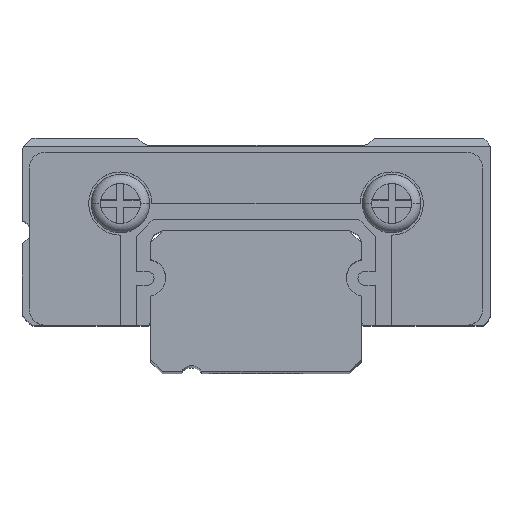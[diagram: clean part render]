
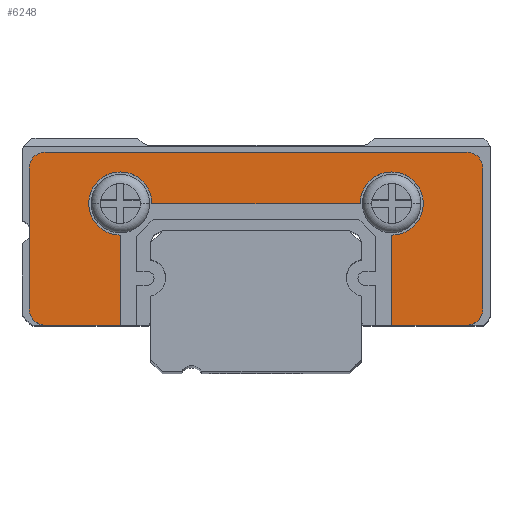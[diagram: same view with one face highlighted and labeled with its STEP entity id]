
A CAD part, top view. The second image highlights one B-rep face of the part: STEP entity #6248.
In plain terms, the highlighted planar face has unit normal (0, 0, 1).
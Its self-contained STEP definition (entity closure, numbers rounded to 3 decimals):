
#5 = DIRECTION ( 'NONE',  ( 0., 0., 1. ) ) ;
#38 = LINE ( 'NONE', #4939, #1692 ) ;
#185 = VERTEX_POINT ( 'NONE', #4223 ) ;
#573 = ORIENTED_EDGE ( 'NONE', *, *, #6555, .F. ) ;
#581 = VERTEX_POINT ( 'NONE', #4545 ) ;
#615 = PLANE ( 'NONE',  #844 ) ;
#684 = ORIENTED_EDGE ( 'NONE', *, *, #4560, .T. ) ;
#687 = CIRCLE ( 'NONE', #7392, 1.35 ) ;
#722 = ORIENTED_EDGE ( 'NONE', *, *, #2506, .T. ) ;
#821 = CIRCLE ( 'NONE', #1718, 1.35 ) ;
#844 = AXIS2_PLACEMENT_3D ( 'NONE', #1895, #1936, #2567 ) ;
#1142 = DIRECTION ( 'NONE',  ( 0., 0., 1. ) ) ;
#1221 = FACE_OUTER_BOUND ( 'NONE', #3922, .T. ) ;
#1297 = VECTOR ( 'NONE', #6290, 1000. ) ;
#1328 = CARTESIAN_POINT ( 'NONE',  ( 5.8, 1.2, 15. ) ) ;
#1345 = DIRECTION ( 'NONE',  ( 0., 0., 1. ) ) ;
#1407 = CARTESIAN_POINT ( 'NONE',  ( -9.7, -3.3, 15. ) ) ;
#1470 = VECTOR ( 'NONE', #7521, 1000. ) ;
#1557 = VECTOR ( 'NONE', #1577, 1000. ) ;
#1577 = DIRECTION ( 'NONE',  ( 1., 0., 0. ) ) ;
#1615 = ORIENTED_EDGE ( 'NONE', *, *, #5539, .F. ) ;
#1621 = LINE ( 'NONE', #4803, #5301 ) ;
#1676 = AXIS2_PLACEMENT_3D ( 'NONE', #3314, #2668, #5849 ) ;
#1692 = VECTOR ( 'NONE', #4320, 1000. ) ;
#1715 = ORIENTED_EDGE ( 'NONE', *, *, #5807, .T. ) ;
#1718 = AXIS2_PLACEMENT_3D ( 'NONE', #2715, #2787, #5772 ) ;
#1742 = DIRECTION ( 'NONE',  ( 0., 0., 1. ) ) ;
#1756 = EDGE_CURVE ( 'NONE', #5158, #581, #2059, .T. ) ;
#1876 = ORIENTED_EDGE ( 'NONE', *, *, #5264, .F. ) ;
#1895 = CARTESIAN_POINT ( 'NONE',  ( 4.9, -3.75, 15. ) ) ;
#1936 = DIRECTION ( 'NONE',  ( 0., 0., 1. ) ) ;
#1965 = CIRCLE ( 'NONE', #4690, 0.7 ) ;
#1966 = VERTEX_POINT ( 'NONE', #4242 ) ;
#2008 = CARTESIAN_POINT ( 'NONE',  ( -9.7, -3.3, 15. ) ) ;
#2059 = CIRCLE ( 'NONE', #1676, 0.7 ) ;
#2106 = VERTEX_POINT ( 'NONE', #7004 ) ;
#2402 = CARTESIAN_POINT ( 'NONE',  ( 4.45, 1.2, 15. ) ) ;
#2506 = EDGE_CURVE ( 'NONE', #4061, #7836, #5339, .T. ) ;
#2513 = EDGE_CURVE ( 'NONE', #185, #7836, #1621, .T. ) ;
#2567 = DIRECTION ( 'NONE',  ( 1., 0., 0. ) ) ;
#2662 = EDGE_CURVE ( 'NONE', #581, #1966, #38, .T. ) ;
#2668 = DIRECTION ( 'NONE',  ( 0., 0., 1. ) ) ;
#2715 = CARTESIAN_POINT ( 'NONE',  ( -5.8, 1.2, 15. ) ) ;
#2787 = DIRECTION ( 'NONE',  ( 0., 0., 1. ) ) ;
#2836 = VECTOR ( 'NONE', #6703, 1000. ) ;
#2849 = CARTESIAN_POINT ( 'NONE',  ( 5.8, -0.15, 15. ) ) ;
#2964 = CARTESIAN_POINT ( 'NONE',  ( 5.8, -4., 15. ) ) ;
#3004 = ORIENTED_EDGE ( 'NONE', *, *, #2513, .F. ) ;
#3017 = CARTESIAN_POINT ( 'NONE',  ( -9., -3.3, 15. ) ) ;
#3039 = DIRECTION ( 'NONE',  ( -1., 0., 0. ) ) ;
#3295 = CARTESIAN_POINT ( 'NONE',  ( 9., 3.4, 15. ) ) ;
#3314 = CARTESIAN_POINT ( 'NONE',  ( 9., -3.3, 15. ) ) ;
#3375 = CARTESIAN_POINT ( 'NONE',  ( -4.45, 1.2, 15. ) ) ;
#3703 = EDGE_CURVE ( 'NONE', #5421, #4747, #6348, .T. ) ;
#3887 = VECTOR ( 'NONE', #3939, 1000. ) ;
#3922 = EDGE_LOOP ( 'NONE', ( #3004, #5983, #573, #1876, #1615, #4236, #4522, #5219, #4783, #1715, #4583, #3938, #684, #5476, #722 ) ) ;
#3938 = ORIENTED_EDGE ( 'NONE', *, *, #5151, .T. ) ;
#3939 = DIRECTION ( 'NONE',  ( -1., 0., 0. ) ) ;
#3945 = LINE ( 'NONE', #2008, #1470 ) ;
#4029 = CARTESIAN_POINT ( 'NONE',  ( -5.8, -4., 15. ) ) ;
#4061 = VERTEX_POINT ( 'NONE', #5730 ) ;
#4146 = DIRECTION ( 'NONE',  ( 0., -1., 0. ) ) ;
#4163 = CARTESIAN_POINT ( 'NONE',  ( -9., 3.4, 15. ) ) ;
#4186 = CARTESIAN_POINT ( 'NONE',  ( -9.7, 2.7, 15. ) ) ;
#4196 = DIRECTION ( 'NONE',  ( -1., 0., 0. ) ) ;
#4223 = CARTESIAN_POINT ( 'NONE',  ( -5.8, -0.15, 15. ) ) ;
#4236 = ORIENTED_EDGE ( 'NONE', *, *, #7116, .F. ) ;
#4242 = CARTESIAN_POINT ( 'NONE',  ( 9.7, 2.7, 15. ) ) ;
#4268 = CARTESIAN_POINT ( 'NONE',  ( -4.45, 1.2, 15. ) ) ;
#4320 = DIRECTION ( 'NONE',  ( 0., 1., 0. ) ) ;
#4416 = CIRCLE ( 'NONE', #5460, 0.7 ) ;
#4427 = DIRECTION ( 'NONE',  ( -1., 0., 0. ) ) ;
#4522 = ORIENTED_EDGE ( 'NONE', *, *, #7885, .T. ) ;
#4545 = CARTESIAN_POINT ( 'NONE',  ( 9.7, -3.3, 15. ) ) ;
#4556 = AXIS2_PLACEMENT_3D ( 'NONE', #1328, #6341, #4427 ) ;
#4560 = EDGE_CURVE ( 'NONE', #6726, #7946, #3945, .T. ) ;
#4583 = ORIENTED_EDGE ( 'NONE', *, *, #3703, .T. ) ;
#4690 = AXIS2_PLACEMENT_3D ( 'NONE', #6168, #5, #5676 ) ;
#4726 = CARTESIAN_POINT ( 'NONE',  ( -9., -4., 15. ) ) ;
#4747 = VERTEX_POINT ( 'NONE', #4163 ) ;
#4783 = ORIENTED_EDGE ( 'NONE', *, *, #2662, .T. ) ;
#4803 = CARTESIAN_POINT ( 'NONE',  ( -5.8, -4., 15. ) ) ;
#4939 = CARTESIAN_POINT ( 'NONE',  ( 9.7, -3.3, 15. ) ) ;
#5151 = EDGE_CURVE ( 'NONE', #4747, #6726, #6751, .T. ) ;
#5158 = VERTEX_POINT ( 'NONE', #6647 ) ;
#5219 = ORIENTED_EDGE ( 'NONE', *, *, #1756, .T. ) ;
#5264 = EDGE_CURVE ( 'NONE', #2106, #6313, #687, .T. ) ;
#5301 = VECTOR ( 'NONE', #4146, 1000. ) ;
#5339 = LINE ( 'NONE', #4726, #1557 ) ;
#5421 = VERTEX_POINT ( 'NONE', #3295 ) ;
#5450 = CARTESIAN_POINT ( 'NONE',  ( 4.588, -4., 15. ) ) ;
#5460 = AXIS2_PLACEMENT_3D ( 'NONE', #3017, #1142, #5517 ) ;
#5476 = ORIENTED_EDGE ( 'NONE', *, *, #5801, .T. ) ;
#5517 = DIRECTION ( 'NONE',  ( -1., 0., 0. ) ) ;
#5539 = EDGE_CURVE ( 'NONE', #7586, #2106, #7399, .T. ) ;
#5559 = EDGE_CURVE ( 'NONE', #7783, #185, #821, .T. ) ;
#5676 = DIRECTION ( 'NONE',  ( -1., 0., 0. ) ) ;
#5730 = CARTESIAN_POINT ( 'NONE',  ( -9., -4., 15. ) ) ;
#5772 = DIRECTION ( 'NONE',  ( 1., 0., 0. ) ) ;
#5801 = EDGE_CURVE ( 'NONE', #7946, #4061, #4416, .T. ) ;
#5807 = EDGE_CURVE ( 'NONE', #1966, #5421, #1965, .T. ) ;
#5816 = VECTOR ( 'NONE', #7402, 1000. ) ;
#5848 = AXIS2_PLACEMENT_3D ( 'NONE', #5956, #1742, #4196 ) ;
#5849 = DIRECTION ( 'NONE',  ( 1., 0., 0. ) ) ;
#5956 = CARTESIAN_POINT ( 'NONE',  ( -9., 2.7, 15. ) ) ;
#5983 = ORIENTED_EDGE ( 'NONE', *, *, #5559, .F. ) ;
#6143 = LINE ( 'NONE', #4268, #5816 ) ;
#6168 = CARTESIAN_POINT ( 'NONE',  ( 9., 2.7, 15. ) ) ;
#6248 = ADVANCED_FACE ( 'NONE', ( #1221 ), #615, .T. ) ;
#6290 = DIRECTION ( 'NONE',  ( 0., 1., 0. ) ) ;
#6313 = VERTEX_POINT ( 'NONE', #2402 ) ;
#6341 = DIRECTION ( 'NONE',  ( 0., 0., 1. ) ) ;
#6348 = LINE ( 'NONE', #7633, #3887 ) ;
#6555 = EDGE_CURVE ( 'NONE', #6313, #7783, #6143, .T. ) ;
#6647 = CARTESIAN_POINT ( 'NONE',  ( 9., -4., 15. ) ) ;
#6703 = DIRECTION ( 'NONE',  ( 1., 0., 0. ) ) ;
#6726 = VERTEX_POINT ( 'NONE', #4186 ) ;
#6751 = CIRCLE ( 'NONE', #5848, 0.7 ) ;
#6818 = CARTESIAN_POINT ( 'NONE',  ( 5.8, -0.15, 15. ) ) ;
#6893 = CARTESIAN_POINT ( 'NONE',  ( 5.8, 1.2, 15. ) ) ;
#7004 = CARTESIAN_POINT ( 'NONE',  ( 7.15, 1.2, 15. ) ) ;
#7116 = EDGE_CURVE ( 'NONE', #7560, #7586, #7458, .T. ) ;
#7196 = LINE ( 'NONE', #5450, #2836 ) ;
#7392 = AXIS2_PLACEMENT_3D ( 'NONE', #6893, #1345, #3039 ) ;
#7399 = CIRCLE ( 'NONE', #4556, 1.35 ) ;
#7402 = DIRECTION ( 'NONE',  ( -1., 0., 0. ) ) ;
#7458 = LINE ( 'NONE', #6818, #1297 ) ;
#7521 = DIRECTION ( 'NONE',  ( 0., -1., 0. ) ) ;
#7560 = VERTEX_POINT ( 'NONE', #2964 ) ;
#7586 = VERTEX_POINT ( 'NONE', #2849 ) ;
#7633 = CARTESIAN_POINT ( 'NONE',  ( -9., 3.4, 15. ) ) ;
#7783 = VERTEX_POINT ( 'NONE', #3375 ) ;
#7836 = VERTEX_POINT ( 'NONE', #4029 ) ;
#7885 = EDGE_CURVE ( 'NONE', #7560, #5158, #7196, .T. ) ;
#7946 = VERTEX_POINT ( 'NONE', #1407 ) ;
